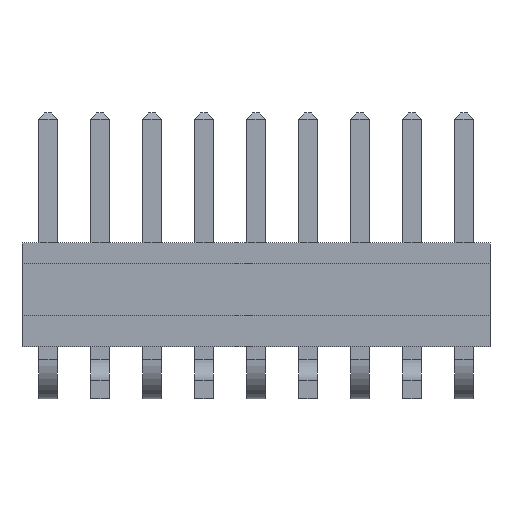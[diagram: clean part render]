
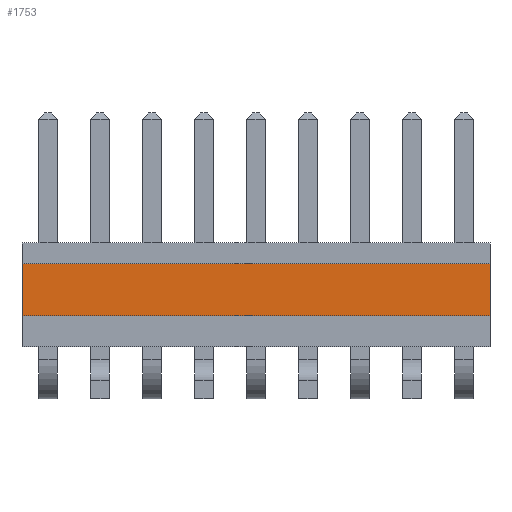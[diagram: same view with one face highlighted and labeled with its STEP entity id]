
A CAD part, front view. The second image highlights one B-rep face of the part: STEP entity #1753.
In plain terms, the highlighted face is planar.
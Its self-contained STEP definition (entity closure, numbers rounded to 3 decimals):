
#169 = VERTEX_POINT('',#170);
#170 = CARTESIAN_POINT('',(-5.715,0.762,-0.889));
#176 = EDGE_CURVE('',#177,#169,#179,.T.);
#177 = VERTEX_POINT('',#178);
#178 = CARTESIAN_POINT('',(-5.715,-0.508,-0.889));
#179 = LINE('',#180,#181);
#180 = CARTESIAN_POINT('',(-5.715,-0.508,-0.889));
#181 = VECTOR('',#182,1.);
#182 = DIRECTION('',(0.,1.,0.));
#307 = EDGE_CURVE('',#308,#310,#312,.T.);
#308 = VERTEX_POINT('',#309);
#309 = CARTESIAN_POINT('',(5.715,-0.508,-0.889));
#310 = VERTEX_POINT('',#311);
#311 = CARTESIAN_POINT('',(5.715,0.762,-0.889));
#312 = LINE('',#313,#314);
#313 = CARTESIAN_POINT('',(5.715,-0.508,-0.889));
#314 = VECTOR('',#315,1.);
#315 = DIRECTION('',(0.,1.,0.));
#1726 = EDGE_CURVE('',#310,#169,#1727,.T.);
#1727 = LINE('',#1728,#1729);
#1728 = CARTESIAN_POINT('',(5.715,0.762,-0.889));
#1729 = VECTOR('',#1730,1.);
#1730 = DIRECTION('',(-1.,0.,0.));
#1741 = EDGE_CURVE('',#308,#177,#1742,.T.);
#1742 = LINE('',#1743,#1744);
#1743 = CARTESIAN_POINT('',(5.715,-0.508,-0.889));
#1744 = VECTOR('',#1745,1.);
#1745 = DIRECTION('',(-1.,0.,0.));
#1753 = ADVANCED_FACE('',(#1754),#1760,.F.);
#1754 = FACE_BOUND('',#1755,.T.);
#1755 = EDGE_LOOP('',(#1756,#1757,#1758,#1759));
#1756 = ORIENTED_EDGE('',*,*,#176,.T.);
#1757 = ORIENTED_EDGE('',*,*,#1726,.F.);
#1758 = ORIENTED_EDGE('',*,*,#307,.F.);
#1759 = ORIENTED_EDGE('',*,*,#1741,.T.);
#1760 = PLANE('',#1761);
#1761 = AXIS2_PLACEMENT_3D('',#1762,#1763,#1764);
#1762 = CARTESIAN_POINT('',(5.715,-0.508,-0.889));
#1763 = DIRECTION('',(0.,0.,1.));
#1764 = DIRECTION('',(1.,0.,-0.));
